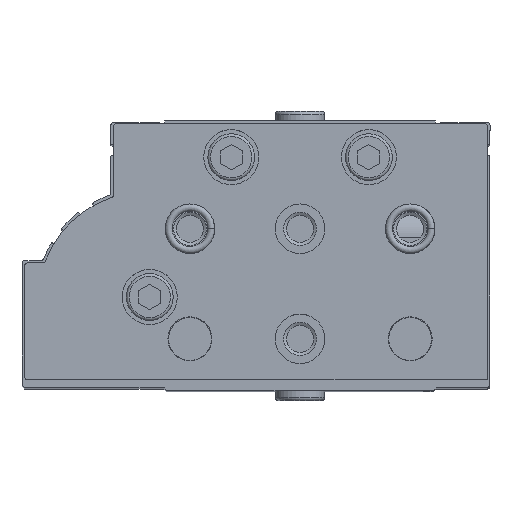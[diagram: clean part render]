
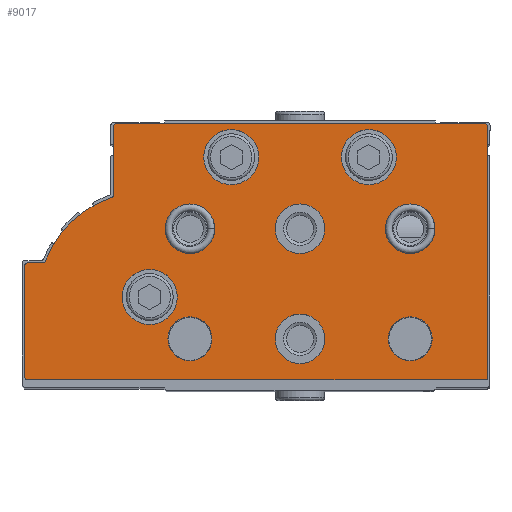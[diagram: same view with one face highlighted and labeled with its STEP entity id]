
A CAD part, top view. The second image highlights one B-rep face of the part: STEP entity #9017.
In plain terms, the highlighted face is planar.
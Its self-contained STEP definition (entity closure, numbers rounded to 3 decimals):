
#921=LINE('',#15120,#1642);
#923=LINE('',#15124,#1644);
#926=LINE('',#15132,#1647);
#929=LINE('',#15140,#1650);
#934=LINE('',#15156,#1655);
#937=LINE('',#15164,#1658);
#1642=VECTOR('',#12214,1000.);
#1644=VECTOR('',#12218,1000.);
#1647=VECTOR('',#12227,1000.);
#1650=VECTOR('',#12236,1000.);
#1655=VECTOR('',#12255,1000.);
#1658=VECTOR('',#12264,1000.);
#3543=ORIENTED_EDGE('',*,*,#5182,.T.);
#3544=ORIENTED_EDGE('',*,*,#5183,.T.);
#3545=ORIENTED_EDGE('',*,*,#5184,.T.);
#3546=ORIENTED_EDGE('',*,*,#5185,.T.);
#3547=ORIENTED_EDGE('',*,*,#5186,.T.);
#3548=ORIENTED_EDGE('',*,*,#5187,.T.);
#3549=ORIENTED_EDGE('',*,*,#5188,.T.);
#3550=ORIENTED_EDGE('',*,*,#5189,.T.);
#3551=ORIENTED_EDGE('',*,*,#5190,.T.);
#3552=ORIENTED_EDGE('',*,*,#5155,.F.);
#3553=ORIENTED_EDGE('',*,*,#5180,.F.);
#3554=ORIENTED_EDGE('',*,*,#5178,.F.);
#3555=ORIENTED_EDGE('',*,*,#5176,.F.);
#3556=ORIENTED_EDGE('',*,*,#5174,.T.);
#3557=ORIENTED_EDGE('',*,*,#5172,.F.);
#3558=ORIENTED_EDGE('',*,*,#5170,.T.);
#3559=ORIENTED_EDGE('',*,*,#5168,.F.);
#3560=ORIENTED_EDGE('',*,*,#5166,.F.);
#3561=ORIENTED_EDGE('',*,*,#5164,.F.);
#3562=ORIENTED_EDGE('',*,*,#5162,.F.);
#3563=ORIENTED_EDGE('',*,*,#5160,.F.);
#3564=ORIENTED_EDGE('',*,*,#5158,.F.);
#5155=EDGE_CURVE('',#6152,#6153,#6681,.T.);
#5158=EDGE_CURVE('',#6153,#6154,#921,.T.);
#5160=EDGE_CURVE('',#6154,#6155,#923,.T.);
#5162=EDGE_CURVE('',#6155,#6156,#6682,.T.);
#5164=EDGE_CURVE('',#6156,#6157,#926,.T.);
#5166=EDGE_CURVE('',#6157,#6158,#6683,.T.);
#5168=EDGE_CURVE('',#6158,#6159,#929,.T.);
#5170=EDGE_CURVE('',#6160,#6159,#6684,.T.);
#5172=EDGE_CURVE('',#6160,#6161,#6685,.T.);
#5174=EDGE_CURVE('',#6162,#6161,#6686,.T.);
#5176=EDGE_CURVE('',#6162,#6163,#934,.T.);
#5178=EDGE_CURVE('',#6163,#6164,#6687,.T.);
#5180=EDGE_CURVE('',#6164,#6152,#937,.T.);
#5182=EDGE_CURVE('',#6165,#6165,#6688,.T.);
#5183=EDGE_CURVE('',#6166,#6166,#6689,.T.);
#5184=EDGE_CURVE('',#6167,#6167,#6690,.T.);
#5185=EDGE_CURVE('',#6168,#6168,#6691,.T.);
#5186=EDGE_CURVE('',#6169,#6169,#6692,.T.);
#5187=EDGE_CURVE('',#6170,#6170,#6693,.T.);
#5188=EDGE_CURVE('',#6171,#6171,#6694,.T.);
#5189=EDGE_CURVE('',#6172,#6172,#6695,.T.);
#5190=EDGE_CURVE('',#6173,#6173,#6696,.T.);
#6152=VERTEX_POINT('',#15115);
#6153=VERTEX_POINT('',#15116);
#6154=VERTEX_POINT('',#15121);
#6155=VERTEX_POINT('',#15125);
#6156=VERTEX_POINT('',#15129);
#6157=VERTEX_POINT('',#15133);
#6158=VERTEX_POINT('',#15137);
#6159=VERTEX_POINT('',#15141);
#6160=VERTEX_POINT('',#15145);
#6161=VERTEX_POINT('',#15149);
#6162=VERTEX_POINT('',#15153);
#6163=VERTEX_POINT('',#15157);
#6164=VERTEX_POINT('',#15161);
#6165=VERTEX_POINT('',#15168);
#6166=VERTEX_POINT('',#15170);
#6167=VERTEX_POINT('',#15172);
#6168=VERTEX_POINT('',#15174);
#6169=VERTEX_POINT('',#15176);
#6170=VERTEX_POINT('',#15178);
#6171=VERTEX_POINT('',#15180);
#6172=VERTEX_POINT('',#15182);
#6173=VERTEX_POINT('',#15184);
#6681=CIRCLE('',#9960,0.5);
#6682=CIRCLE('',#9964,0.5);
#6683=CIRCLE('',#9967,0.5);
#6684=CIRCLE('',#9970,0.5);
#6685=CIRCLE('',#9972,19.5);
#6686=CIRCLE('',#9974,0.5);
#6687=CIRCLE('',#9977,0.5);
#6688=CIRCLE('',#9980,5.);
#6689=CIRCLE('',#9981,5.);
#6690=CIRCLE('',#9982,5.);
#6691=CIRCLE('',#9983,4.5);
#6692=CIRCLE('',#9984,4.5);
#6693=CIRCLE('',#9985,4.5);
#6694=CIRCLE('',#9986,4.5);
#6695=CIRCLE('',#9987,4.);
#6696=CIRCLE('',#9988,4.);
#7298=EDGE_LOOP('',(#3543));
#7299=EDGE_LOOP('',(#3544));
#7300=EDGE_LOOP('',(#3545));
#7301=EDGE_LOOP('',(#3546));
#7302=EDGE_LOOP('',(#3547));
#7303=EDGE_LOOP('',(#3548));
#7304=EDGE_LOOP('',(#3549));
#7305=EDGE_LOOP('',(#3550));
#7306=EDGE_LOOP('',(#3551));
#7307=EDGE_LOOP('',(#3552,#3553,#3554,#3555,#3556,#3557,#3558,#3559,#3560,
#3561,#3562,#3563,#3564));
#8082=FACE_BOUND('',#7298,.T.);
#8083=FACE_BOUND('',#7299,.T.);
#8084=FACE_BOUND('',#7300,.T.);
#8085=FACE_BOUND('',#7301,.T.);
#8086=FACE_BOUND('',#7302,.T.);
#8087=FACE_BOUND('',#7303,.T.);
#8088=FACE_BOUND('',#7304,.T.);
#8089=FACE_BOUND('',#7305,.T.);
#8090=FACE_BOUND('',#7306,.T.);
#8091=FACE_BOUND('',#7307,.T.);
#8568=PLANE('',#9979);
#9017=ADVANCED_FACE('',(#8082,#8083,#8084,#8085,#8086,#8087,#8088,#8089,
#8090,#8091),#8568,.F.);
#9960=AXIS2_PLACEMENT_3D('',#15114,#12208,#12209);
#9964=AXIS2_PLACEMENT_3D('',#15128,#12222,#12223);
#9967=AXIS2_PLACEMENT_3D('',#15136,#12231,#12232);
#9970=AXIS2_PLACEMENT_3D('',#15144,#12240,#12241);
#9972=AXIS2_PLACEMENT_3D('',#15148,#12245,#12246);
#9974=AXIS2_PLACEMENT_3D('',#15152,#12250,#12251);
#9977=AXIS2_PLACEMENT_3D('',#15160,#12259,#12260);
#9979=AXIS2_PLACEMENT_3D('',#15166,#12266,#12267);
#9980=AXIS2_PLACEMENT_3D('',#15167,#12268,#12269);
#9981=AXIS2_PLACEMENT_3D('',#15169,#12270,#12271);
#9982=AXIS2_PLACEMENT_3D('',#15171,#12272,#12273);
#9983=AXIS2_PLACEMENT_3D('',#15173,#12274,#12275);
#9984=AXIS2_PLACEMENT_3D('',#15175,#12276,#12277);
#9985=AXIS2_PLACEMENT_3D('',#15177,#12278,#12279);
#9986=AXIS2_PLACEMENT_3D('',#15179,#12280,#12281);
#9987=AXIS2_PLACEMENT_3D('',#15181,#12282,#12283);
#9988=AXIS2_PLACEMENT_3D('',#15183,#12284,#12285);
#12208=DIRECTION('',(0.,0.,1.));
#12209=DIRECTION('',(1.,0.,0.));
#12214=DIRECTION('',(0.,-1.,0.));
#12218=DIRECTION('',(1.,0.,0.));
#12222=DIRECTION('',(0.,0.,1.));
#12223=DIRECTION('',(1.,0.,0.));
#12227=DIRECTION('',(0.,1.,0.));
#12231=DIRECTION('',(0.,0.,1.));
#12232=DIRECTION('',(1.,0.,0.));
#12236=DIRECTION('',(-1.,0.,0.));
#12240=DIRECTION('',(0.,0.,1.));
#12241=DIRECTION('',(1.,0.,0.));
#12245=DIRECTION('',(0.,0.,1.));
#12246=DIRECTION('',(1.,0.,0.));
#12250=DIRECTION('',(0.,0.,1.));
#12251=DIRECTION('',(1.,0.,0.));
#12255=DIRECTION('',(0.,1.,0.));
#12259=DIRECTION('',(0.,0.,1.));
#12260=DIRECTION('',(1.,0.,0.));
#12264=DIRECTION('',(-1.,0.,0.));
#12266=DIRECTION('',(0.,0.,1.));
#12267=DIRECTION('',(1.,0.,0.));
#12268=DIRECTION('',(0.,0.,1.));
#12269=DIRECTION('',(1.,0.,0.));
#12270=DIRECTION('',(0.,0.,1.));
#12271=DIRECTION('',(1.,0.,0.));
#12272=DIRECTION('',(0.,0.,1.));
#12273=DIRECTION('',(1.,0.,0.));
#12274=DIRECTION('',(0.,0.,1.));
#12275=DIRECTION('',(1.,0.,0.));
#12276=DIRECTION('',(0.,0.,1.));
#12277=DIRECTION('',(1.,0.,0.));
#12278=DIRECTION('',(0.,0.,1.));
#12279=DIRECTION('',(1.,0.,0.));
#12280=DIRECTION('',(0.,0.,1.));
#12281=DIRECTION('',(1.,0.,0.));
#12282=DIRECTION('',(0.,0.,1.));
#12283=DIRECTION('',(1.,0.,0.));
#12284=DIRECTION('',(0.,0.,1.));
#12285=DIRECTION('',(1.,0.,0.));
#15114=CARTESIAN_POINT('',(0.5,46.,0.));
#15115=CARTESIAN_POINT('',(0.5,46.5,0.));
#15116=CARTESIAN_POINT('',(0.,46.,0.));
#15120=CARTESIAN_POINT('',(0.,46.,0.));
#15121=CARTESIAN_POINT('',(0.,0.,0.));
#15124=CARTESIAN_POINT('',(0.,0.,0.));
#15125=CARTESIAN_POINT('',(83.5,0.,0.));
#15128=CARTESIAN_POINT('',(83.5,0.5,0.));
#15129=CARTESIAN_POINT('',(84.,0.5,0.));
#15132=CARTESIAN_POINT('',(84.,0.5,0.));
#15133=CARTESIAN_POINT('',(84.,20.7,0.));
#15136=CARTESIAN_POINT('',(83.5,20.7,0.));
#15137=CARTESIAN_POINT('',(83.5,21.2,0.));
#15140=CARTESIAN_POINT('',(83.5,21.2,0.));
#15141=CARTESIAN_POINT('',(80.697,21.2,0.));
#15144=CARTESIAN_POINT('',(80.697,21.7,0.));
#15145=CARTESIAN_POINT('',(80.23,21.523,0.));
#15148=CARTESIAN_POINT('',(62.,14.6,0.));
#15149=CARTESIAN_POINT('',(68.191,33.091,0.));
#15152=CARTESIAN_POINT('',(68.35,33.565,0.));
#15153=CARTESIAN_POINT('',(67.85,33.565,0.));
#15156=CARTESIAN_POINT('',(67.85,33.565,0.));
#15157=CARTESIAN_POINT('',(67.85,46.,0.));
#15160=CARTESIAN_POINT('',(67.35,46.,0.));
#15161=CARTESIAN_POINT('',(67.35,46.5,0.));
#15164=CARTESIAN_POINT('',(67.35,46.5,0.));
#15166=CARTESIAN_POINT('',(0.5,46.,0.));
#15167=CARTESIAN_POINT('',(61.3,15.,0.));
#15168=CARTESIAN_POINT('',(66.3,15.,0.));
#15169=CARTESIAN_POINT('',(46.5,40.4,0.));
#15170=CARTESIAN_POINT('',(51.5,40.4,0.));
#15171=CARTESIAN_POINT('',(21.5,40.4,0.));
#15172=CARTESIAN_POINT('',(26.5,40.4,0.));
#15173=CARTESIAN_POINT('',(54.,27.4,0.));
#15174=CARTESIAN_POINT('',(58.5,27.4,0.));
#15175=CARTESIAN_POINT('',(34.,27.4,0.));
#15176=CARTESIAN_POINT('',(38.5,27.4,0.));
#15177=CARTESIAN_POINT('',(14.,27.4,0.));
#15178=CARTESIAN_POINT('',(18.5,27.4,0.));
#15179=CARTESIAN_POINT('',(34.,7.4,0.));
#15180=CARTESIAN_POINT('',(38.5,7.4,0.));
#15181=CARTESIAN_POINT('',(54.,7.4,0.));
#15182=CARTESIAN_POINT('',(58.,7.4,0.));
#15183=CARTESIAN_POINT('',(14.,7.4,0.));
#15184=CARTESIAN_POINT('',(18.,7.4,0.));
